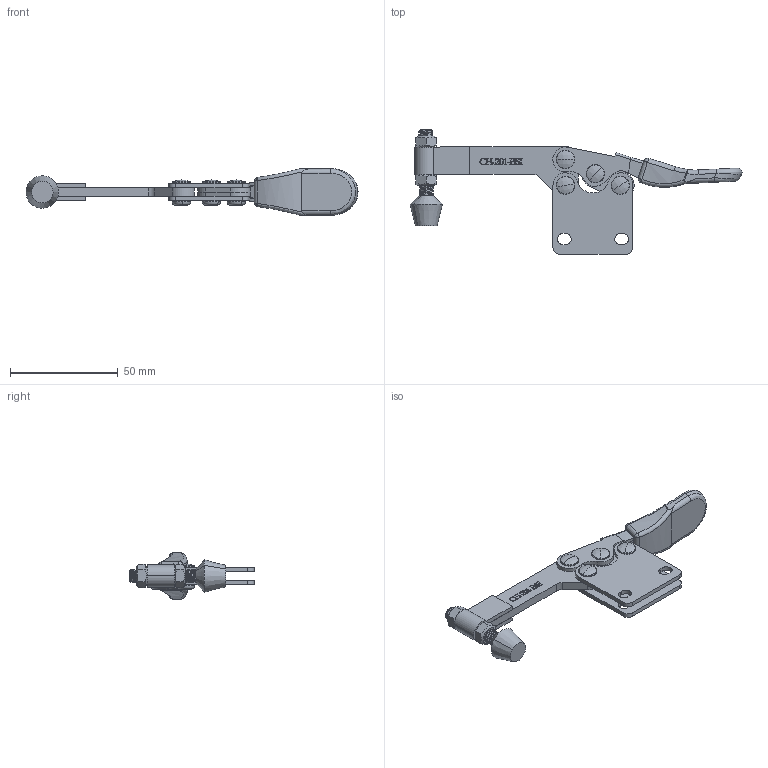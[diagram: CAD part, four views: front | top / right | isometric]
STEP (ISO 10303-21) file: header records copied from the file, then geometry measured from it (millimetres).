
FILE_DESCRIPTION (( 'STEP AP203' ), '1' );
FILE_NAME ('CH-201-BSI.STEP', '2017-11-11T06:40:09', ( 'Windows' ), ( 'Microsoft' ), 'SwSTEP 2.0', 'SolidWorks 2015', '' );
FILE_SCHEMA (( 'CONFIG_CONTROL_DESIGN' ));
Length unit declared in the file: millimetre
Products named in the file (11): 14134-02; 14134; CH-201-BI眻菁釱; CH-201-BSI揤參; 201-B-03; 蹟邡殤BR140; 201-B-05; CH-201-BSI; 201-B; 201-B-04; 201-B-06
Assembly tree (16 placements, depth 3):
  CH-201-BSI
    201-B
      201-B-03
      201-B-05
    201-B-04  x2
    201-B-06  x4
    14134-02  x2
    14134
    CH-201-BI眻菁釱  x2
    CH-201-BSI揤參
    蹟邡殤BR140
Bounding box: 153.75 x 57.63 x 21.5 mm (x, y, z)
Volume: 22259.5 mm3; surface area: 23698.4 mm2
Topology: 15 solids, 17 shells, 815 faces, 2166 edges, 1412 vertices
Faces by surface type: plane 318, cylinder 215, bspline 205, torus 34, cone 33, sphere 10
Entity records: 34966 total; most frequent: CARTESIAN_POINT 18089, ORIENTED_EDGE 3708, DIRECTION 2477, EDGE_CURVE 1854, VERTEX_POINT 1220, LINE 1035, VECTOR 1035, EDGE_LOOP 744
